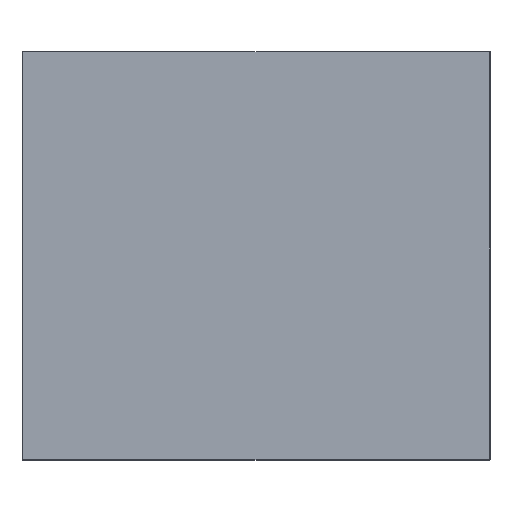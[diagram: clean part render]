
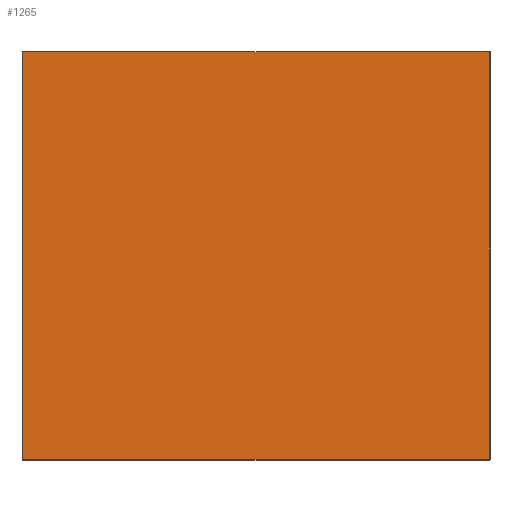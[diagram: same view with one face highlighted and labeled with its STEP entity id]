
A CAD part, top view. The second image highlights one B-rep face of the part: STEP entity #1265.
In plain terms, the highlighted planar face has unit normal (0, 0, 1).
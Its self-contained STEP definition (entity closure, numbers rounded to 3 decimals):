
#370=CARTESIAN_POINT('',(9227.786,22962.744,873.));
#371=VERTEX_POINT('',#370);
#378=CARTESIAN_POINT('',(9630.186,22962.744,873.));
#379=VERTEX_POINT('',#378);
#380=CARTESIAN_POINT('',(9227.786,22962.744,873.));
#381=DIRECTION('',(1.0,0.0,0.0));
#382=VECTOR('',#381,402.4);
#383=LINE('',#380,#382);
#384=EDGE_CURVE('',#371,#379,#383,.T.);
#491=CARTESIAN_POINT('',(9227.786,22610.544,873.));
#492=VERTEX_POINT('',#491);
#499=CARTESIAN_POINT('',(9227.786,22610.544,873.));
#500=DIRECTION('',(0.0,1.0,0.0));
#501=VECTOR('',#500,352.2);
#502=LINE('',#499,#501);
#503=EDGE_CURVE('',#492,#371,#502,.T.);
#531=CARTESIAN_POINT('',(9630.186,22610.544,873.));
#532=VERTEX_POINT('',#531);
#539=CARTESIAN_POINT('',(9630.186,22610.544,873.));
#540=DIRECTION('',(-1.0,0.0,0.0));
#541=VECTOR('',#540,402.4);
#542=LINE('',#539,#541);
#543=EDGE_CURVE('',#532,#492,#542,.T.);
#652=CARTESIAN_POINT('',(9630.186,22962.744,873.));
#653=DIRECTION('',(0.0,-1.0,0.0));
#654=VECTOR('',#653,352.2);
#655=LINE('',#652,#654);
#656=EDGE_CURVE('',#379,#532,#655,.T.);
#1254=CARTESIAN_POINT('',(9428.986,22610.543,873.));
#1255=DIRECTION('',(0.0,0.0,1.0));
#1256=DIRECTION('',(1.0,0.0,0.0));
#1257=AXIS2_PLACEMENT_3D('',#1254,#1255,#1256);
#1258=PLANE('',#1257);
#1259=ORIENTED_EDGE('',*,*,#503,.F.);
#1260=ORIENTED_EDGE('',*,*,#543,.F.);
#1261=ORIENTED_EDGE('',*,*,#656,.F.);
#1262=ORIENTED_EDGE('',*,*,#384,.F.);
#1263=EDGE_LOOP('',(#1259,#1260,#1261,#1262));
#1264=FACE_OUTER_BOUND('',#1263,.T.);
#1265=ADVANCED_FACE('',(#1264),#1258,.T.);
